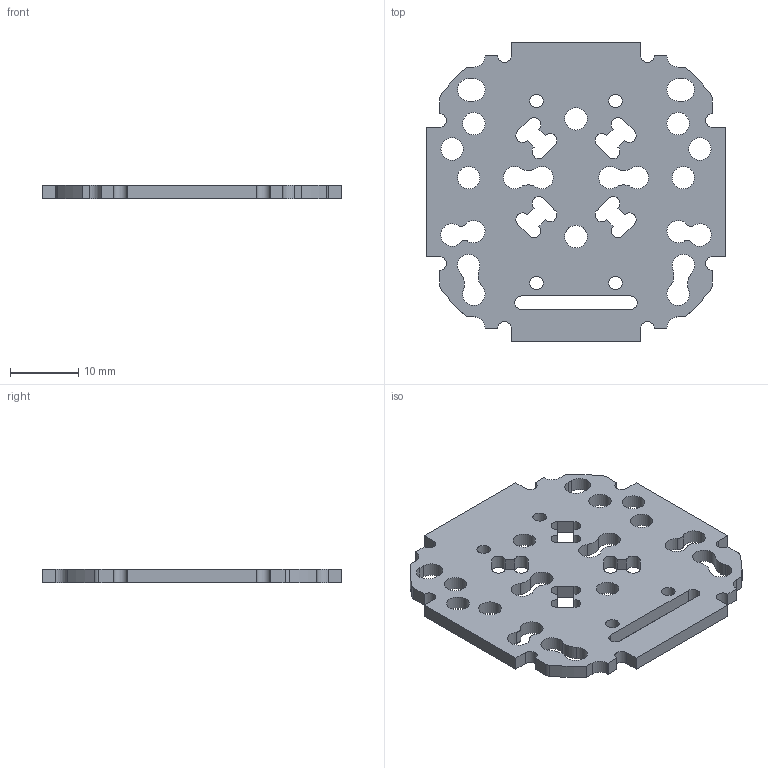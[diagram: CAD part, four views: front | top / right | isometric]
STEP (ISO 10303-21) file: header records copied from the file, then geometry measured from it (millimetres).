
FILE_DESCRIPTION(/* description */ (''),/* implementation_level */ '2;1');
FILE_NAME(/* name */ 'CF Deck Mount Small (carbon).stp',/* time_stamp */ '2020-04-24T16:16:48+03:00',/* author */ ('Андрей'),/* organization */ (''),/* preprocessor_version */ 'ST-DEVELOPER v16.1',/* originating_system */ 'Autodesk Inventor 2016',/* authorisation */ '');
FILE_SCHEMA (('AUTOMOTIVE_DESIGN { 1 0 10303 214 3 1 1 }'));
Length unit declared in the file: millimetre
Products named in the file (1): Дека монтажная 
(малая)_карбон_4.1.4
Bounding box: 44 x 44 x 2 mm (x, y, z)
Volume: 2677.1 mm3; surface area: 3744.5 mm2
Topology: 1 solids, 1 shells, 130 faces, 384 edges, 256 vertices
Faces by surface type: cylinder 78, plane 52
Full cylindrical faces by diameter (mm): 2 x4, 3.3 x8
Entity records: 4468 total; most frequent: DIRECTION 790, CARTESIAN_POINT 759, ORIENTED_EDGE 744, EDGE_CURVE 372, AXIS2_PLACEMENT_3D 287, VERTEX_POINT 256, LINE 216, VECTOR 216
